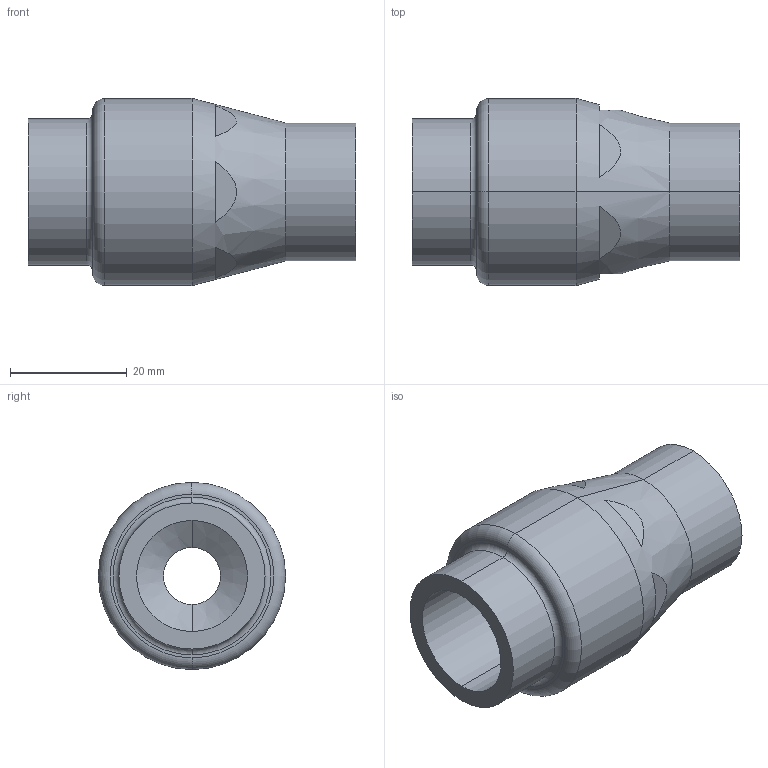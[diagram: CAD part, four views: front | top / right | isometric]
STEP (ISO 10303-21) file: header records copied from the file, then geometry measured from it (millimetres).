
FILE_DESCRIPTION (( 'STEP AP214' ), '1' );
FILE_NAME ('MO-SMALL04A.STEP', '2020-03-26T08:48:54', ( '' ), ( '' ), 'SwSTEP 2.0', 'SolidWorks 2020', '' );
FILE_SCHEMA (( 'AUTOMOTIVE_DESIGN' ));
Length unit declared in the file: millimetre
Products named in the file (1): MO-SMALL04A
Bounding box: 56 x 32 x 32 mm (x, y, z)
Volume: 18747.8 mm3; surface area: 8991.9 mm2
Topology: 1 solids, 1 shells, 35 faces, 64 edges, 38 vertices
Faces by surface type: plane 15, cylinder 10, cone 6, torus 4
Entity records: 1074 total; most frequent: CARTESIAN_POINT 280, DIRECTION 166, ORIENTED_EDGE 128, AXIS2_PLACEMENT_3D 72, EDGE_CURVE 64, EDGE_LOOP 44, VERTEX_POINT 38, CIRCLE 36
